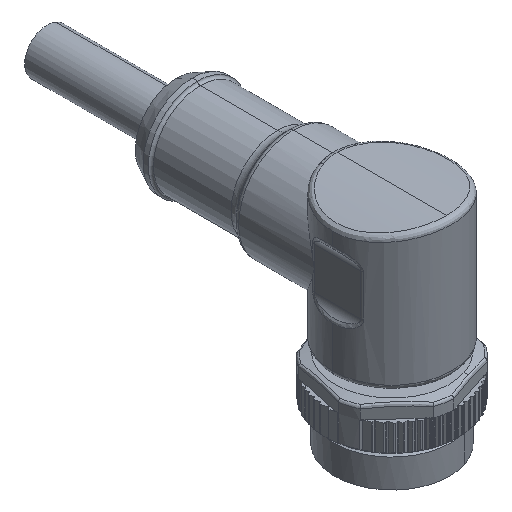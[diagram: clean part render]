
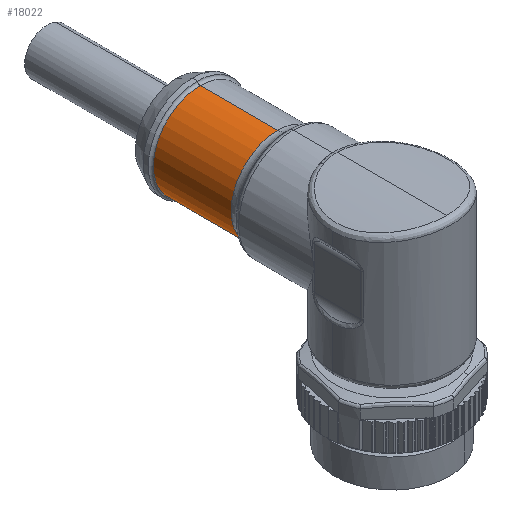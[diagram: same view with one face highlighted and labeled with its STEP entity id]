
A CAD part, isometric view. The second image highlights one B-rep face of the part: STEP entity #18022.
In plain terms, the highlighted cylindrical face has radius 9 mm (diameter 18 mm), a partial arc.
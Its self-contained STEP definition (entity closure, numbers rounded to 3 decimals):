
#17894=AXIS2_PLACEMENT_3D('Circle Axis2P3D',#17892,#17893,$) ;
#17995=AXIS2_PLACEMENT_3D('Cylinder Axis2P3D',#17992,#17993,#17994) ;
#18006=AXIS2_PLACEMENT_3D('Circle Axis2P3D',#18004,#18005,$) ;
#17892=CARTESIAN_POINT('Axis2P3D Location',(12.981,35.023,32.7)) ;
#17896=CARTESIAN_POINT('Vertex',(12.981,35.023,23.7)) ;
#17898=CARTESIAN_POINT('Vertex',(12.981,35.023,41.7)) ;
#17992=CARTESIAN_POINT('Axis2P3D Location',(12.982,41.487,32.7)) ;
#17997=CARTESIAN_POINT('Line Origine',(12.982,41.487,41.7)) ;
#18001=CARTESIAN_POINT('Vertex',(12.983,49.987,41.7)) ;
#18004=CARTESIAN_POINT('Axis2P3D Location',(12.983,49.987,32.7)) ;
#18008=CARTESIAN_POINT('Vertex',(12.983,49.987,23.7)) ;
#18011=CARTESIAN_POINT('Line Origine',(12.982,41.487,23.7)) ;
#17893=DIRECTION('Axis2P3D Direction',(0.,1.,0.)) ;
#17993=DIRECTION('Axis2P3D Direction',(0.,-1.,0.)) ;
#17994=DIRECTION('Axis2P3D XDirection',(0.,0.,-1.)) ;
#17998=DIRECTION('Vector Direction',(0.,-1.,0.)) ;
#18005=DIRECTION('Axis2P3D Direction',(0.,-1.,0.)) ;
#18012=DIRECTION('Vector Direction',(0.,-1.,0.)) ;
#17999=VECTOR('Line Direction',#17998,1.) ;
#18013=VECTOR('Line Direction',#18012,1.) ;
#18017=ORIENTED_EDGE('',*,*,#18003,.F.) ;
#18018=ORIENTED_EDGE('',*,*,#18010,.T.) ;
#18019=ORIENTED_EDGE('',*,*,#18015,.F.) ;
#18020=ORIENTED_EDGE('',*,*,#17900,.T.) ;
#18022=ADVANCED_FACE('Hauptk\X2\00F6\X0\rper',(#18021),#17996,.T.) ;
#17895=CIRCLE('generated circle',#17894,9.) ;
#18007=CIRCLE('generated circle',#18006,9.) ;
#17996=CYLINDRICAL_SURFACE('generated cylinder',#17995,9.) ;
#17900=EDGE_CURVE('',#17897,#17899,#17895,.T.) ;
#18003=EDGE_CURVE('',#18002,#17899,#18000,.T.) ;
#18010=EDGE_CURVE('',#18002,#18009,#18007,.T.) ;
#18015=EDGE_CURVE('',#17897,#18009,#18014,.F.) ;
#18016=EDGE_LOOP('',(#18017,#18018,#18019,#18020)) ;
#18021=FACE_OUTER_BOUND('',#18016,.T.) ;
#18000=LINE('Line',#17997,#17999) ;
#18014=LINE('Line',#18011,#18013) ;
#17897=VERTEX_POINT('',#17896) ;
#17899=VERTEX_POINT('',#17898) ;
#18002=VERTEX_POINT('',#18001) ;
#18009=VERTEX_POINT('',#18008) ;
